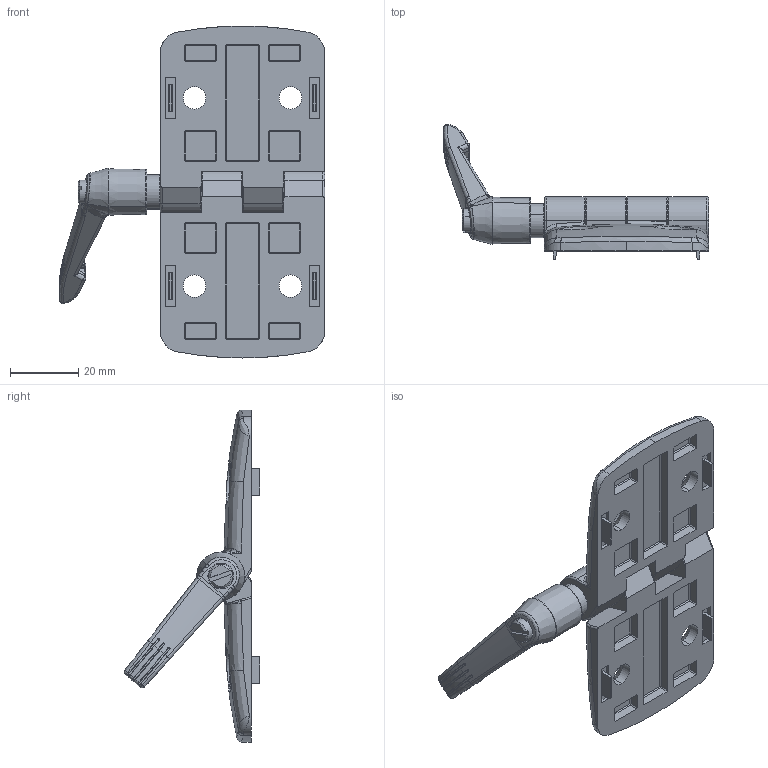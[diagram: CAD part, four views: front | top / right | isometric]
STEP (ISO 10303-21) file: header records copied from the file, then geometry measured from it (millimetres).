
FILE_DESCRIPTION (( 'STEP AP214' ), '1' );
FILE_NAME ('095kf5050f08.STEP', '2014-08-13T14:07:01', ( '' ), ( '' ), 'SwSTEP 2.0', 'SolidWorks 2014', '' );
FILE_SCHEMA (( 'AUTOMOTIVE_DESIGN' ));
Length unit declared in the file: millimetre
Products named in the file (7): 12843f06k_M5; zahnring-1_m5; griff-1-m5; 095k-02; 095k50f00_095 k 50 f08; 095k50f00_095 kf 50 f08; 095kf5050f08
Assembly tree (6 placements, depth 3):
  095kf5050f08
    095k50f00_095 kf 50 f08
    095k50f00_095 k 50 f08
    095k-02
    12843f06k_M5
      griff-1-m5
      zahnring-1_m5
Bounding box: 77.49 x 39.6 x 97 mm (x, y, z)
Volume: 30856.4 mm3; surface area: 19517.4 mm2
Topology: 5 solids, 5 shells, 553 faces, 1384 edges, 850 vertices
Faces by surface type: plane 227, bspline 140, cylinder 91, torus 44, cone 37, sphere 14
Entity records: 20772 total; most frequent: CARTESIAN_POINT 8471, ORIENTED_EDGE 2736, DIRECTION 2185, EDGE_CURVE 1368, VERTEX_POINT 846, AXIS2_PLACEMENT_3D 773, LINE 639, VECTOR 639
